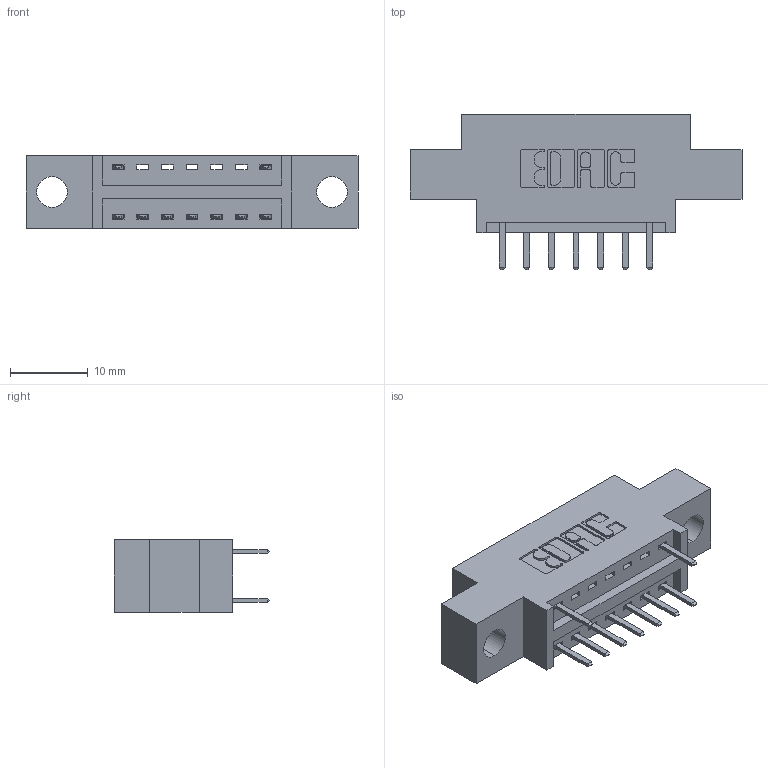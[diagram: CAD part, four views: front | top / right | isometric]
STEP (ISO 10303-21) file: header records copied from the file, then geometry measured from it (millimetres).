
FILE_DESCRIPTION (( 'STEP AP203' ), '1' );
FILE_NAME ('346-014-520-804.STEP', '2018-08-20T00:35:34', ( '' ), ( '' ), 'SwSTEP 2.0', 'SolidWorks 2016', '' );
FILE_SCHEMA (( 'CONFIG_CONTROL_DESIGN' ));
Length unit declared in the file: inch
Products named in the file (3): 345-292-001_345-293-120; 346-014-520-804; 346 Part_0.170 Offset - 0.156 Dia-TH
Assembly tree (10 placements, depth 2):
  346-014-520-804
    346 Part_0.170 Offset - 0.156 Dia-TH
    345-292-001_345-293-120  x9
Bounding box: 42.8 x 20.02 x 9.4 mm (x, y, z)
Volume: 3610.2 mm3; surface area: 4136.5 mm2
Topology: 10 solids, 10 shells, 660 faces, 1913 edges, 1250 vertices
Faces by surface type: plane 438, cylinder 222
Entity records: 9369 total; most frequent: CARTESIAN_POINT 1627, ORIENTED_EDGE 1554, DIRECTION 1467, EDGE_CURVE 777, LINE 613, VECTOR 613, VERTEX_POINT 514, AXIS2_PLACEMENT_3D 427
